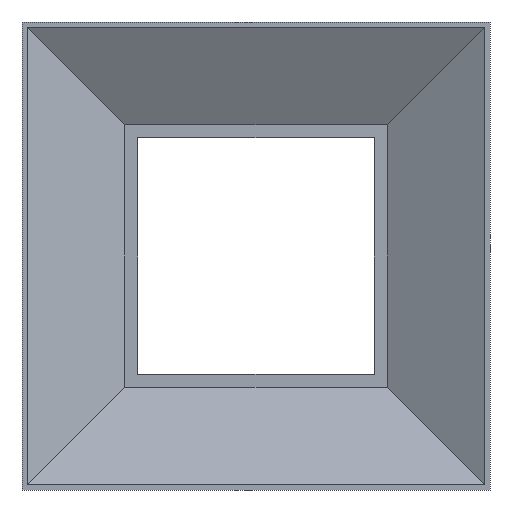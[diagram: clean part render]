
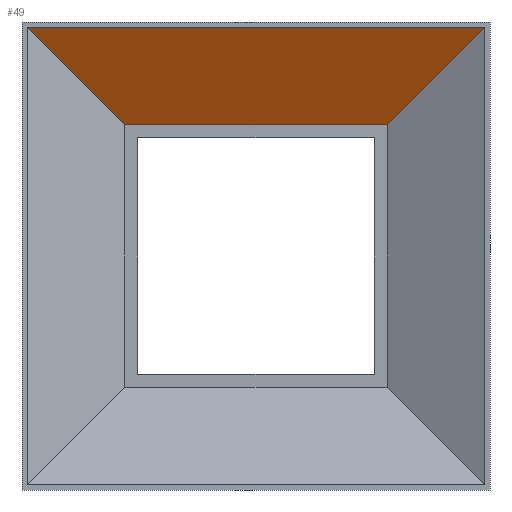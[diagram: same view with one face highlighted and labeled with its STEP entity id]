
A CAD part, front view. The second image highlights one B-rep face of the part: STEP entity #49.
In plain terms, the highlighted planar face has unit normal (0, -0.866, -0.5).
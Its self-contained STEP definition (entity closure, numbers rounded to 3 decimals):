
#3 = AXIS2_PLACEMENT_3D ( 'NONE', #112, #99, #104 ) ;
#19 = CARTESIAN_POINT ( 'NONE',  ( -40., 6.423, 39. ) ) ;
#49 = ADVANCED_FACE ( 'NONE', ( #207 ), #532, .F. ) ;
#55 = CARTESIAN_POINT ( 'NONE',  ( -40., 16., 22.412 ) ) ;
#59 = EDGE_CURVE ( 'NONE', #555, #210, #856, .T. ) ;
#99 = DIRECTION ( 'NONE',  ( 0., 0.866, 0.5 ) ) ;
#104 = DIRECTION ( 'NONE',  ( 0., -0.5, 0.866 ) ) ;
#109 = VERTEX_POINT ( 'NONE', #206 ) ;
#112 = CARTESIAN_POINT ( 'NONE',  ( -40., 6.134, 39.5 ) ) ;
#159 = DIRECTION ( 'NONE',  ( 0.655, -0.378, 0.655 ) ) ;
#206 = CARTESIAN_POINT ( 'NONE',  ( 22.412, 16., 22.412 ) ) ;
#207 = FACE_OUTER_BOUND ( 'NONE', #424, .T. ) ;
#210 = VERTEX_POINT ( 'NONE', #712 ) ;
#247 = CARTESIAN_POINT ( 'NONE',  ( -22.412, 16., 22.412 ) ) ;
#385 = VECTOR ( 'NONE', #581, 1000. ) ;
#407 = ORIENTED_EDGE ( 'NONE', *, *, #59, .F. ) ;
#424 = EDGE_LOOP ( 'NONE', ( #407, #592, #444, #502 ) ) ;
#431 = VERTEX_POINT ( 'NONE', #247 ) ;
#444 = ORIENTED_EDGE ( 'NONE', *, *, #787, .T. ) ;
#469 = VECTOR ( 'NONE', #159, 1000. ) ;
#502 = ORIENTED_EDGE ( 'NONE', *, *, #737, .T. ) ;
#519 = LINE ( 'NONE', #826, #469 ) ;
#532 = PLANE ( 'NONE',  #3 ) ;
#555 = VERTEX_POINT ( 'NONE', #741 ) ;
#566 = DIRECTION ( 'NONE',  ( 1., 0., 0. ) ) ;
#581 = DIRECTION ( 'NONE',  ( -0.655, -0.378, 0.655 ) ) ;
#592 = ORIENTED_EDGE ( 'NONE', *, *, #828, .F. ) ;
#629 = VECTOR ( 'NONE', #794, 1000. ) ;
#668 = CARTESIAN_POINT ( 'NONE',  ( -39.714, 6.01, 39.714 ) ) ;
#699 = LINE ( 'NONE', #55, #895 ) ;
#712 = CARTESIAN_POINT ( 'NONE',  ( 39., 6.423, 39. ) ) ;
#737 = EDGE_CURVE ( 'NONE', #109, #210, #519, .T. ) ;
#741 = CARTESIAN_POINT ( 'NONE',  ( -39., 6.423, 39. ) ) ;
#787 = EDGE_CURVE ( 'NONE', #431, #109, #699, .T. ) ;
#794 = DIRECTION ( 'NONE',  ( 1., 0., 0. ) ) ;
#826 = CARTESIAN_POINT ( 'NONE',  ( 39.714, 6.01, 39.714 ) ) ;
#828 = EDGE_CURVE ( 'NONE', #431, #555, #924, .T. ) ;
#856 = LINE ( 'NONE', #19, #629 ) ;
#895 = VECTOR ( 'NONE', #566, 1000. ) ;
#924 = LINE ( 'NONE', #668, #385 ) ;
